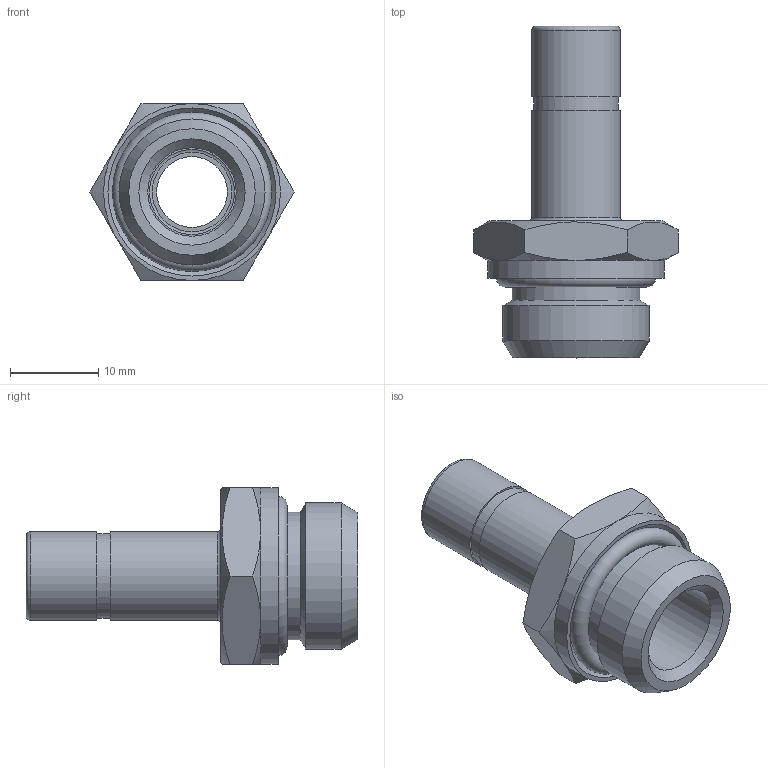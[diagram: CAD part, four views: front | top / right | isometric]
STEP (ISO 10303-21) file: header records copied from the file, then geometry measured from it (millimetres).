
FILE_DESCRIPTION (( 'STEP AP214' ), '1' );
FILE_NAME ('6060000014A.STEP', '2013-10-11T15:06:17', ( 'ST01' ), ( '' ), 'SwSTEP 2.0', 'SolidWorks 2012', '' );
FILE_SCHEMA (( 'AUTOMOTIVE_DESIGN' ));
Length unit declared in the file: millimetre
Products named in the file (1): 6060000014A
Bounding box: 23.09 x 37.5 x 20 mm (x, y, z)
Surface area: 3428.5 mm2 (no closed solid volume)
Topology: 0 solids, 4 shells, 35 faces, 76 edges, 47 vertices
Faces by surface type: plane 12, cone 11, cylinder 8, torus 4
Full cylindrical faces by diameter (mm): 8 x1, 9.6 x1, 10 x3, 14.4 x1, 16.5 x1, 19.999 x1
Entity records: 1316 total; most frequent: CARTESIAN_POINT 262, DIRECTION 138, ORIENTED_EDGE 97, AXIS2_PLACEMENT_3D 66, EDGE_LOOP 56, EDGE_CURVE 54, FACE_OUTER_BOUND 45, VERTEX_POINT 42
